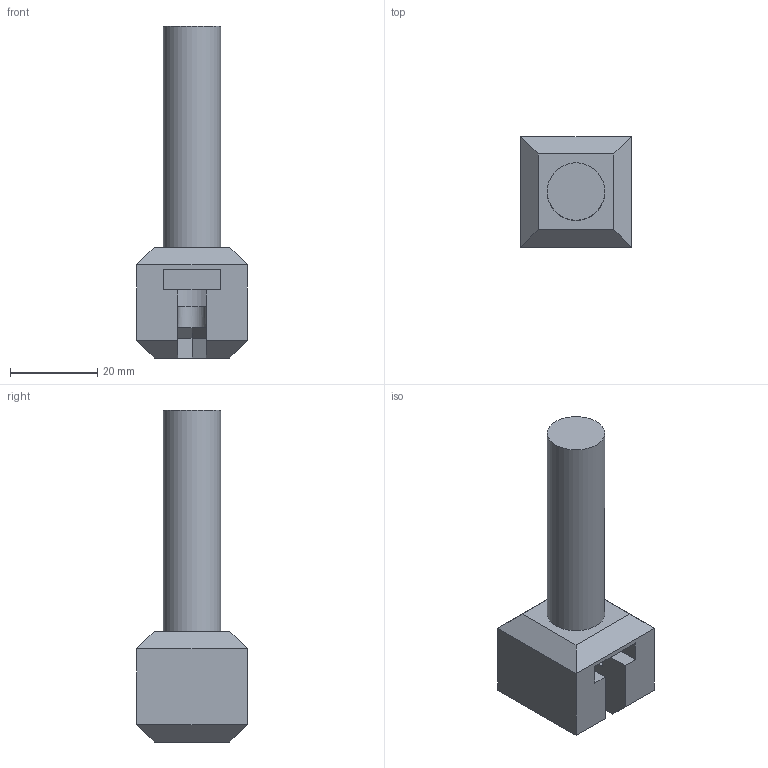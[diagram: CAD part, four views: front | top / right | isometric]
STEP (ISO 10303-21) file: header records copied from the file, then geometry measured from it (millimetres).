
FILE_DESCRIPTION(/* description */ (''),/* implementation_level */ '2;1');
FILE_NAME(/* name */ '(C)Mounting_Post.step',/* time_stamp */ '2021-05-14T07:43:00-05:00',/* author */ (''),/* organization */ (''),/* preprocessor_version */ 'ST-DEVELOPER v18.1',/* originating_system */ 'Autodesk Translation Framework v10.6.0.1341',/* authorisation */ '');
FILE_SCHEMA (('AUTOMOTIVE_DESIGN { 1 0 10303 214 3 1 1 }'));
Length unit declared in the file: millimetre
Products named in the file (1): (C)Mounting_Post
Bounding box: 25.4 x 25.4 x 76.2 mm (x, y, z)
Volume: 18606.9 mm3; surface area: 6472.4 mm2
Topology: 1 solids, 1 shells, 41 faces, 102 edges, 64 vertices
Faces by surface type: plane 38, cylinder 3
Full cylindrical faces by diameter (mm): 13.208 x1
Entity records: 1233 total; most frequent: CARTESIAN_POINT 208, ORIENTED_EDGE 204, DIRECTION 199, EDGE_CURVE 102, LINE 89, VECTOR 89, VERTEX_POINT 64, AXIS2_PLACEMENT_3D 55
